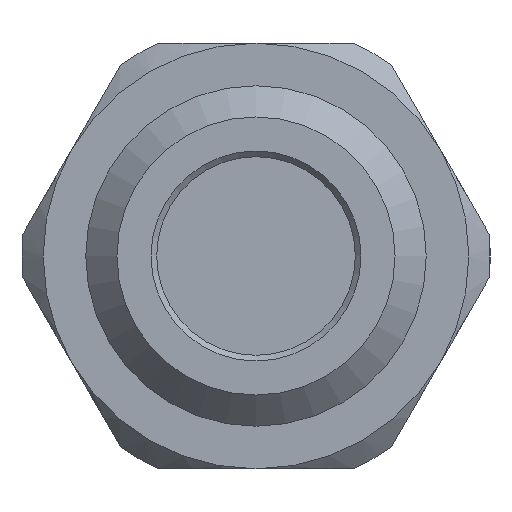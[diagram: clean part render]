
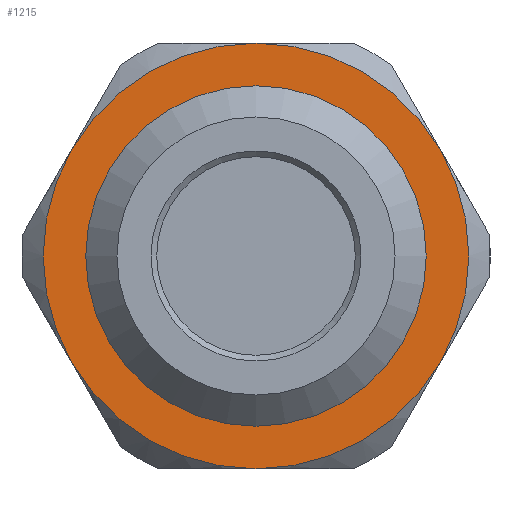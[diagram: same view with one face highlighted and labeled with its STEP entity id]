
A CAD part, front view. The second image highlights one B-rep face of the part: STEP entity #1215.
In plain terms, the highlighted planar face has unit normal (0, -1, 0).
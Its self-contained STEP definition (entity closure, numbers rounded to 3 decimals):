
#99=FACE_BOUND('',#204,.T.);
#126=FACE_OUTER_BOUND('',#203,.T.);
#203=EDGE_LOOP('',(#870,#871,#872,#873,#874,#875));
#204=EDGE_LOOP('',(#876));
#295=CIRCLE('',#1347,7.5);
#296=CIRCLE('',#1348,7.5);
#297=CIRCLE('',#1349,7.5);
#298=CIRCLE('',#1350,7.5);
#299=CIRCLE('',#1351,7.5);
#300=CIRCLE('',#1352,7.5);
#301=CIRCLE('',#1353,6.);
#517=VERTEX_POINT('',#1991);
#518=VERTEX_POINT('',#1992);
#519=VERTEX_POINT('',#1994);
#520=VERTEX_POINT('',#1996);
#521=VERTEX_POINT('',#1998);
#522=VERTEX_POINT('',#2000);
#523=VERTEX_POINT('',#2003);
#645=EDGE_CURVE('',#517,#518,#295,.T.);
#646=EDGE_CURVE('',#518,#519,#296,.T.);
#647=EDGE_CURVE('',#519,#520,#297,.T.);
#648=EDGE_CURVE('',#520,#521,#298,.T.);
#649=EDGE_CURVE('',#521,#522,#299,.T.);
#650=EDGE_CURVE('',#522,#517,#300,.T.);
#651=EDGE_CURVE('',#523,#523,#301,.T.);
#870=ORIENTED_EDGE('',*,*,#645,.T.);
#871=ORIENTED_EDGE('',*,*,#646,.T.);
#872=ORIENTED_EDGE('',*,*,#647,.T.);
#873=ORIENTED_EDGE('',*,*,#648,.T.);
#874=ORIENTED_EDGE('',*,*,#649,.T.);
#875=ORIENTED_EDGE('',*,*,#650,.T.);
#876=ORIENTED_EDGE('',*,*,#651,.F.);
#1104=PLANE('',#1346);
#1215=ADVANCED_FACE('',(#126,#99),#1104,.T.);
#1346=AXIS2_PLACEMENT_3D('',#1990,#1589,#1590);
#1347=AXIS2_PLACEMENT_3D('',#1993,#1591,#1592);
#1348=AXIS2_PLACEMENT_3D('',#1995,#1593,#1594);
#1349=AXIS2_PLACEMENT_3D('',#1997,#1595,#1596);
#1350=AXIS2_PLACEMENT_3D('',#1999,#1597,#1598);
#1351=AXIS2_PLACEMENT_3D('',#2001,#1599,#1600);
#1352=AXIS2_PLACEMENT_3D('',#2002,#1601,#1602);
#1353=AXIS2_PLACEMENT_3D('',#2004,#1603,#1604);
#1589=DIRECTION('center_axis',(0.,-1.,0.));
#1590=DIRECTION('ref_axis',(0.,0.,
1.));
#1591=DIRECTION('center_axis',(0.,-1.,0.));
#1592=DIRECTION('ref_axis',(1.,0.,0.));
#1593=DIRECTION('center_axis',(0.,-1.,0.));
#1594=DIRECTION('ref_axis',(1.,0.,0.));
#1595=DIRECTION('center_axis',(0.,-1.,0.));
#1596=DIRECTION('ref_axis',(1.,0.,0.));
#1597=DIRECTION('center_axis',(0.,-1.,0.));
#1598=DIRECTION('ref_axis',(1.,0.,0.));
#1599=DIRECTION('center_axis',(0.,-1.,0.));
#1600=DIRECTION('ref_axis',(1.,0.,0.));
#1601=DIRECTION('center_axis',(0.,-1.,0.));
#1602=DIRECTION('ref_axis',(1.,0.,0.));
#1603=DIRECTION('center_axis',(0.,-1.,0.));
#1604=DIRECTION('ref_axis',(-1.,0.,0.));
#1990=CARTESIAN_POINT('Origin',(5.682,-10.005,0.));
#1991=CARTESIAN_POINT('',(5.803,-10.005,-3.75));
#1992=CARTESIAN_POINT('',(5.803,-10.005,3.75));
#1993=CARTESIAN_POINT('Origin',(-0.693,-10.005,0.));
#1994=CARTESIAN_POINT('',(-0.693,-10.005,7.5));
#1995=CARTESIAN_POINT('Origin',(-0.693,-10.005,0.));
#1996=CARTESIAN_POINT('',(-7.188,-10.005,3.75));
#1997=CARTESIAN_POINT('Origin',(-0.693,-10.005,0.));
#1998=CARTESIAN_POINT('',(-7.188,-10.005,-3.75));
#1999=CARTESIAN_POINT('Origin',(-0.693,-10.005,0.));
#2000=CARTESIAN_POINT('',(-0.693,-10.005,-7.5));
#2001=CARTESIAN_POINT('Origin',(-0.693,-10.005,0.));
#2002=CARTESIAN_POINT('Origin',(-0.693,-10.005,0.));
#2003=CARTESIAN_POINT('',(5.307,-10.005,0.));
#2004=CARTESIAN_POINT('Origin',(-0.693,-10.005,0.));
